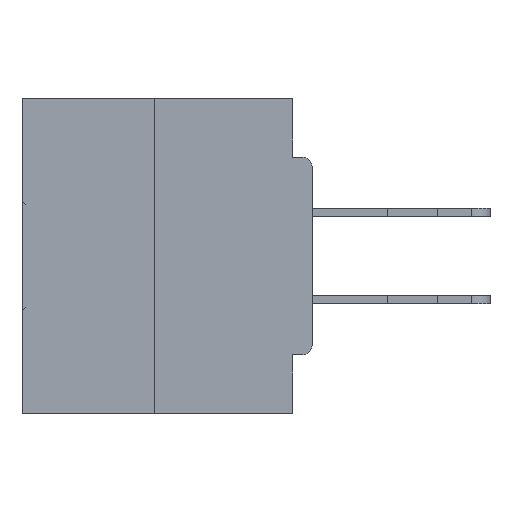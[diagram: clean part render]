
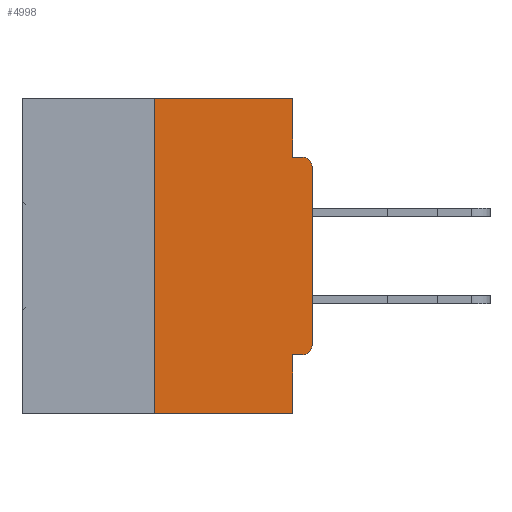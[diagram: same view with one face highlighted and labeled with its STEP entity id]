
A CAD part, left-side view. The second image highlights one B-rep face of the part: STEP entity #4998.
In plain terms, the highlighted planar face has unit normal (-1, 0, 0).
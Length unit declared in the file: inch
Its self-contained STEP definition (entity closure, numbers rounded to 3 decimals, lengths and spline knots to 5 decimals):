
#687 = AXIS2_PLACEMENT_3D ( 'NONE', #35983, #8391, #2225 ) ;
#1341 = VERTEX_POINT ( 'NONE', #27350 ) ;
#1980 = CARTESIAN_POINT ( 'NONE',  ( 0., 0.46, 0. ) ) ;
#2225 = DIRECTION ( 'NONE',  ( 0., 0., -1. ) ) ;
#3043 = CARTESIAN_POINT ( 'NONE',  ( 0., 0., -0.0935 ) ) ;
#3868 = DIRECTION ( 'NONE',  ( 0., 0., -1. ) ) ;
#4013 = CARTESIAN_POINT ( 'NONE',  ( 0., 0.031, -0.5 ) ) ;
#4666 = DIRECTION ( 'NONE',  ( 0., -1., 0. ) ) ;
#4998 = ADVANCED_FACE ( 'NONE', ( #16491 ), #24312, .F. ) ;
#5801 = CIRCLE ( 'NONE', #11038, 0.015 ) ;
#7200 = ORIENTED_EDGE ( 'NONE', *, *, #7376, .T. ) ;
#7376 = EDGE_CURVE ( 'NONE', #26633, #13951, #36561, .T. ) ;
#7430 = CARTESIAN_POINT ( 'NONE',  ( 0., 0.015, -0.1085 ) ) ;
#8391 = DIRECTION ( 'NONE',  ( -1., 0., 0. ) ) ;
#8747 = LINE ( 'NONE', #4013, #33272 ) ;
#9196 = EDGE_CURVE ( 'NONE', #14632, #42028, #22571, .T. ) ;
#9969 = ORIENTED_EDGE ( 'NONE', *, *, #27141, .F. ) ;
#10635 = CARTESIAN_POINT ( 'NONE',  ( 0., 0.25, -0.5 ) ) ;
#10716 = CARTESIAN_POINT ( 'NONE',  ( 0., 0., -0.3915 ) ) ;
#11038 = AXIS2_PLACEMENT_3D ( 'NONE', #7430, #31281, #34708 ) ;
#11155 = DIRECTION ( 'NONE',  ( 0., 1., 0. ) ) ;
#11237 = DIRECTION ( 'NONE',  ( 0., 0., -1. ) ) ;
#13152 = ORIENTED_EDGE ( 'NONE', *, *, #38979, .F. ) ;
#13608 = ORIENTED_EDGE ( 'NONE', *, *, #14110, .F. ) ;
#13686 = CARTESIAN_POINT ( 'NONE',  ( 0., 0.015, -0.0935 ) ) ;
#13951 = VERTEX_POINT ( 'NONE', #10716 ) ;
#14110 = EDGE_CURVE ( 'NONE', #26649, #42515, #21576, .T. ) ;
#14422 = CARTESIAN_POINT ( 'NONE',  ( 0., 0.46, -0.5 ) ) ;
#14632 = VERTEX_POINT ( 'NONE', #32656 ) ;
#16491 = FACE_OUTER_BOUND ( 'NONE', #19464, .T. ) ;
#17748 = ORIENTED_EDGE ( 'NONE', *, *, #35657, .T. ) ;
#18194 = LINE ( 'NONE', #26351, #28284 ) ;
#18238 = DIRECTION ( 'NONE',  ( 0., 0., 1. ) ) ;
#18985 = VECTOR ( 'NONE', #4666, 39.37008 ) ;
#19464 = EDGE_LOOP ( 'NONE', ( #13608, #9969, #35938, #13152, #23063, #7200, #26928, #17748, #38756, #21424 ) ) ;
#19762 = LINE ( 'NONE', #27803, #28272 ) ;
#21424 = ORIENTED_EDGE ( 'NONE', *, *, #28036, .F. ) ;
#21576 = LINE ( 'NONE', #1980, #25351 ) ;
#22571 = LINE ( 'NONE', #3043, #33234 ) ;
#22661 = VERTEX_POINT ( 'NONE', #26935 ) ;
#22768 = AXIS2_PLACEMENT_3D ( 'NONE', #27751, #34792, #25207 ) ;
#23063 = ORIENTED_EDGE ( 'NONE', *, *, #23605, .F. ) ;
#23605 = EDGE_CURVE ( 'NONE', #26633, #26600, #26543, .T. ) ;
#24196 = CARTESIAN_POINT ( 'NONE',  ( 0., 0.031, -0.4065 ) ) ;
#24312 = PLANE ( 'NONE',  #22768 ) ;
#24333 = EDGE_CURVE ( 'NONE', #13951, #22661, #29673, .T. ) ;
#25207 = DIRECTION ( 'NONE',  ( 0., 0., -1. ) ) ;
#25351 = VECTOR ( 'NONE', #29280, 39.37008 ) ;
#26351 = CARTESIAN_POINT ( 'NONE',  ( 0., 0.25, 0. ) ) ;
#26543 = LINE ( 'NONE', #27576, #40919 ) ;
#26600 = VERTEX_POINT ( 'NONE', #24196 ) ;
#26630 = VERTEX_POINT ( 'NONE', #10635 ) ;
#26633 = VERTEX_POINT ( 'NONE', #34370 ) ;
#26649 = VERTEX_POINT ( 'NONE', #37914 ) ;
#26928 = ORIENTED_EDGE ( 'NONE', *, *, #24333, .T. ) ;
#26935 = CARTESIAN_POINT ( 'NONE',  ( 0., 0., -0.1085 ) ) ;
#27141 = EDGE_CURVE ( 'NONE', #26630, #26649, #18194, .T. ) ;
#27350 = CARTESIAN_POINT ( 'NONE',  ( 0., 0.031, -0.5 ) ) ;
#27576 = CARTESIAN_POINT ( 'NONE',  ( 0., 0., -0.4065 ) ) ;
#27751 = CARTESIAN_POINT ( 'NONE',  ( 0., 0.46, 0. ) ) ;
#27803 = CARTESIAN_POINT ( 'NONE',  ( 0., 0.031, 0. ) ) ;
#28036 = EDGE_CURVE ( 'NONE', #42515, #14632, #19762, .T. ) ;
#28272 = VECTOR ( 'NONE', #3868, 39.37008 ) ;
#28284 = VECTOR ( 'NONE', #30244, 39.37008 ) ;
#28599 = VECTOR ( 'NONE', #18238, 39.37008 ) ;
#29280 = DIRECTION ( 'NONE',  ( 0., -1., 0. ) ) ;
#29673 = LINE ( 'NONE', #35156, #28599 ) ;
#30244 = DIRECTION ( 'NONE',  ( 0., 0., 1. ) ) ;
#30407 = DIRECTION ( 'NONE',  ( 0., -1., 0. ) ) ;
#31141 = EDGE_CURVE ( 'NONE', #26630, #1341, #39247, .T. ) ;
#31281 = DIRECTION ( 'NONE',  ( -1., 0., 0. ) ) ;
#32656 = CARTESIAN_POINT ( 'NONE',  ( 0., 0.031, -0.0935 ) ) ;
#33234 = VECTOR ( 'NONE', #30407, 39.37008 ) ;
#33272 = VECTOR ( 'NONE', #11237, 39.37008 ) ;
#34370 = CARTESIAN_POINT ( 'NONE',  ( 0., 0.015, -0.4065 ) ) ;
#34708 = DIRECTION ( 'NONE',  ( 0., 0., -1. ) ) ;
#34792 = DIRECTION ( 'NONE',  ( 1., 0., 0. ) ) ;
#35156 = CARTESIAN_POINT ( 'NONE',  ( 0., 0., 0. ) ) ;
#35657 = EDGE_CURVE ( 'NONE', #22661, #42028, #5801, .T. ) ;
#35938 = ORIENTED_EDGE ( 'NONE', *, *, #31141, .T. ) ;
#35983 = CARTESIAN_POINT ( 'NONE',  ( 0., 0.015, -0.3915 ) ) ;
#36561 = CIRCLE ( 'NONE', #687, 0.015 ) ;
#37914 = CARTESIAN_POINT ( 'NONE',  ( 0., 0.25, 0. ) ) ;
#38756 = ORIENTED_EDGE ( 'NONE', *, *, #9196, .F. ) ;
#38979 = EDGE_CURVE ( 'NONE', #26600, #1341, #8747, .T. ) ;
#39247 = LINE ( 'NONE', #14422, #18985 ) ;
#40607 = CARTESIAN_POINT ( 'NONE',  ( 0., 0.031, 0. ) ) ;
#40919 = VECTOR ( 'NONE', #11155, 39.37008 ) ;
#42028 = VERTEX_POINT ( 'NONE', #13686 ) ;
#42515 = VERTEX_POINT ( 'NONE', #40607 ) ;
